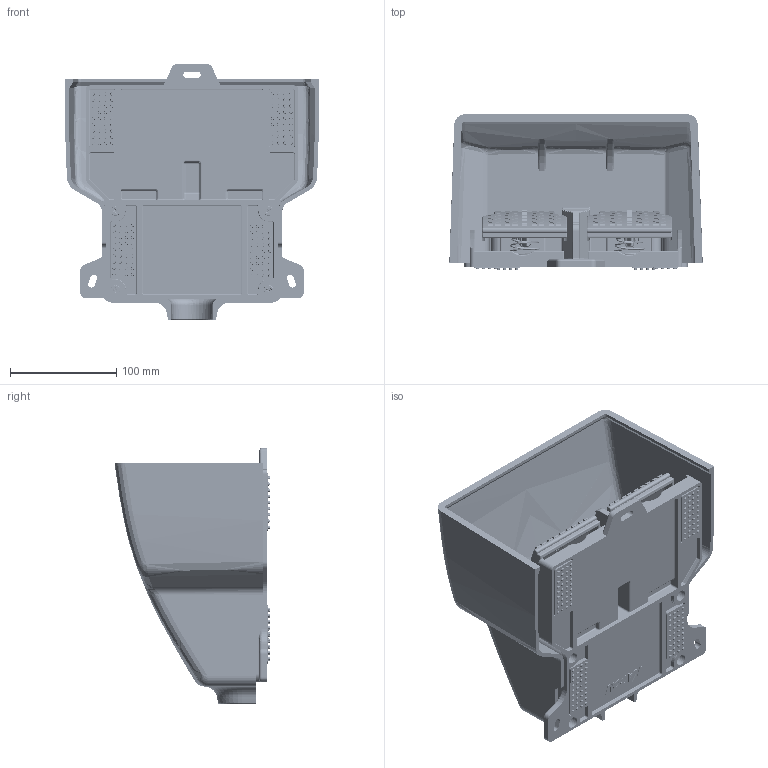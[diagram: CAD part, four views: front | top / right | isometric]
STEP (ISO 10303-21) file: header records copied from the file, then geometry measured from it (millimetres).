
FILE_DESCRIPTION (( 'STEP AP203' ), '1' );
FILE_NAME ('105208004 HRF-HD5NX 褐怳羲壽.STEP', '2024-10-23T02:28:55', ( '' ), ( '' ), 'SwSTEP 2.0', 'SolidWorks 2024', '' );
FILE_SCHEMA (( 'CONFIG_CONTROL_DESIGN' ));
Length unit declared in the file: millimetre
Products named in the file (31): 3001009023 HRF-HD3 绝缘隔板; 3004002020 HRF-HD5NX 橡胶垫; 3011010005 M4平垫; 3011001119 M3X7十一字槽盘头带弹垫组合螺钉; 3011001130 M5X35十一字槽平头带弹垫组合螺钉; 3002002001 HRF-HD3 管帽; 3009001078 HRF-HD5NX 弹簧; 3004003041 HRF-HD5NX 橡胶密封垫; 3003005031 HRF-HD5NX 上盖; 3005002036 HRF-HD5NX 轴; 3001023007 HRF-HD5NX 塑料踏板（蓝）; 3011014017 E型开口挡圈5; 3005006004 HRF-HD3 铜套; 3011001125 M4x30十一字槽盘头带弹垫组合螺钉; 3001023006 HRF-HD5NX 塑料踏板（黄）; 3012001006 Z15G10B 微动开关; 3011001126 M4x5铜螺钉; 3002019017 HRF-HD5NX 绝缘垫片; 3009001079 HRF-HD3 压簧; 3011010007 M4黄铜圈; 3002010016 HRF-HD3N 压线夹; 3002019014 HRF-HD3N 绝缘垫片; 3004003043 O型橡胶圈φ12x0.6; 105208004 HRF-HD5NX 脚踏开关; 3003004011 HRF-HD5NX 底座; 3004004017 HRF-HD3 橡胶密封套; 3011001128 M4x8十一字槽盘头带弹垫组合螺钉; 3002026009 HRF-HD3 杯垫; 3002016029 HRF-HD3 微动开关支架; 3011002010 法兰盘型螺母M4; 3005003003 HRF-HD5NX 推杆
Assembly tree (63 placements, depth 2):
  105208004 HRF-HD5NX 脚踏开关
    3002010016 HRF-HD3N 压线夹
    3011001119 M3X7十一字槽盘头带弹垫组合螺钉  x2
    3005006004 HRF-HD3 铜套  x2
    3002002001 HRF-HD3 管帽  x2
    3002026009 HRF-HD3 杯垫  x2
    3004004017 HRF-HD3 橡胶密封套  x2
    3005003003 HRF-HD5NX 推杆  x2
    3009001079 HRF-HD3 压簧  x2
    3002016029 HRF-HD3 微动开关支架  x2
    3002019014 HRF-HD3N 绝缘垫片  x2
    3002019017 HRF-HD5NX 绝缘垫片  x2
    3012001006 Z15G10B 微动开关  x2
    3011010005 M4平垫  x4
    3011001125 M4x30十一字槽盘头带弹垫组合螺钉  x4
    3011001128 M4x8十一字槽盘头带弹垫组合螺钉  x4
    3001009023 HRF-HD3 绝缘隔板  x2
    3004003041 HRF-HD5NX 橡胶密封垫
    3001023007 HRF-HD5NX 塑料踏板（蓝）
    3001023006 HRF-HD5NX 塑料踏板（黄）
    3005002036 HRF-HD5NX 轴  x2
    3009001078 HRF-HD5NX 弹簧  x2
    3004002020 HRF-HD5NX 橡胶垫  x4
    3011001130 M5X35十一字槽平头带弹垫组合螺钉  x4
    3011001126 M4x5铜螺钉
    3011010007 M4黄铜圈
    3011014017 E型开口挡圈5  x4
    3004003043 O型橡胶圈φ12x0.6  x2
    3011002010 法兰盘型螺母M4
    3003004011 HRF-HD5NX 底座
    3003005031 HRF-HD5NX 上盖
Bounding box: 238.33 x 145.8 x 240.35 mm (x, y, z)
Volume: 1049853.1 mm3; surface area: 538224.9 mm2
Topology: 71 solids, 91 shells, 6371 faces, 15539 edges, 9417 vertices
Faces by surface type: cylinder 2107, plane 2079, bspline 832, torus 695, cone 402, sphere 256
Entity records: 176301 total; most frequent: CARTESIAN_POINT 65806, ORIENTED_EDGE 22622, DIRECTION 22137, EDGE_CURVE 11331, AXIS2_PLACEMENT_3D 8685, VERTEX_POINT 6911, EDGE_LOOP 5062, LINE 4767
